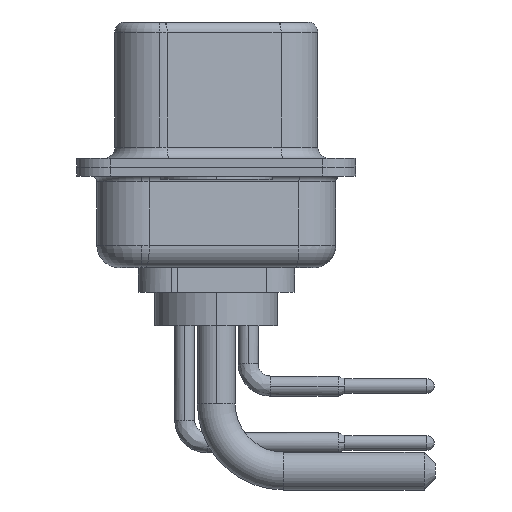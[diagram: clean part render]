
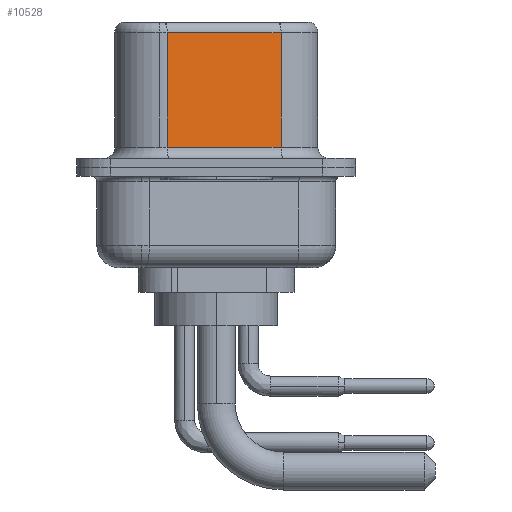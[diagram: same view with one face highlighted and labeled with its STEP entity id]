
A CAD part, left-side view. The second image highlights one B-rep face of the part: STEP entity #10528.
In plain terms, the highlighted planar face has unit normal (-0.985, -0.174, 0).
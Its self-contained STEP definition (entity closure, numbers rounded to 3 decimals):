
#117 = VERTEX_POINT ( 'NONE', #23578 ) ;
#1802 = LINE ( 'NONE', #20127, #3510 ) ;
#3031 = PLANE ( 'NONE',  #13870 ) ;
#3510 = VECTOR ( 'NONE', #14810, 1000. ) ;
#3876 = EDGE_LOOP ( 'NONE', ( #8387, #5770, #12946, #20729 ) ) ;
#4399 = CARTESIAN_POINT ( 'NONE',  ( 3.68, 2.203, 6.02 ) ) ;
#4611 = FACE_OUTER_BOUND ( 'NONE', #3876, .T. ) ;
#5338 = LINE ( 'NONE', #7130, #14684 ) ;
#5770 = ORIENTED_EDGE ( 'NONE', *, *, #11460, .T. ) ;
#7130 = CARTESIAN_POINT ( 'NONE',  ( 4.58, -2.897, 6.02 ) ) ;
#7821 = EDGE_CURVE ( 'NONE', #19652, #15586, #21178, .T. ) ;
#8387 = ORIENTED_EDGE ( 'NONE', *, *, #21606, .F. ) ;
#8976 = DIRECTION ( 'NONE',  ( 0., 0., -1. ) ) ;
#9871 = LINE ( 'NONE', #17244, #10515 ) ;
#10358 = CARTESIAN_POINT ( 'NONE',  ( 4.58, -2.897, 0.9 ) ) ;
#10515 = VECTOR ( 'NONE', #22786, 1000. ) ;
#10528 = ADVANCED_FACE ( 'NONE', ( #4611 ), #3031, .F. ) ;
#10988 = DIRECTION ( 'NONE',  ( -0.174, 0.985, 0. ) ) ;
#11460 = EDGE_CURVE ( 'NONE', #117, #19652, #5338, .T. ) ;
#12235 = CARTESIAN_POINT ( 'NONE',  ( 3.68, 2.203, 6.52 ) ) ;
#12946 = ORIENTED_EDGE ( 'NONE', *, *, #7821, .T. ) ;
#13459 = EDGE_CURVE ( 'NONE', #15586, #23592, #9871, .T. ) ;
#13870 = AXIS2_PLACEMENT_3D ( 'NONE', #19771, #13995, #21235 ) ;
#13995 = DIRECTION ( 'NONE',  ( 0.985, 0.174, 0. ) ) ;
#14684 = VECTOR ( 'NONE', #10988, 1000. ) ;
#14810 = DIRECTION ( 'NONE',  ( 0., 0., -1. ) ) ;
#15586 = VERTEX_POINT ( 'NONE', #16256 ) ;
#16256 = CARTESIAN_POINT ( 'NONE',  ( 3.68, 2.203, 0.9 ) ) ;
#17244 = CARTESIAN_POINT ( 'NONE',  ( 4.58, -2.897, 0.9 ) ) ;
#19652 = VERTEX_POINT ( 'NONE', #4399 ) ;
#19771 = CARTESIAN_POINT ( 'NONE',  ( 4.58, -2.897, 6.52 ) ) ;
#20127 = CARTESIAN_POINT ( 'NONE',  ( 4.58, -2.897, 6.52 ) ) ;
#20729 = ORIENTED_EDGE ( 'NONE', *, *, #13459, .T. ) ;
#21178 = LINE ( 'NONE', #12235, #22278 ) ;
#21235 = DIRECTION ( 'NONE',  ( -0.174, 0.985, 0. ) ) ;
#21606 = EDGE_CURVE ( 'NONE', #117, #23592, #1802, .T. ) ;
#22278 = VECTOR ( 'NONE', #8976, 1000. ) ;
#22786 = DIRECTION ( 'NONE',  ( 0.174, -0.985, 0. ) ) ;
#23578 = CARTESIAN_POINT ( 'NONE',  ( 4.58, -2.897, 6.02 ) ) ;
#23592 = VERTEX_POINT ( 'NONE', #10358 ) ;
